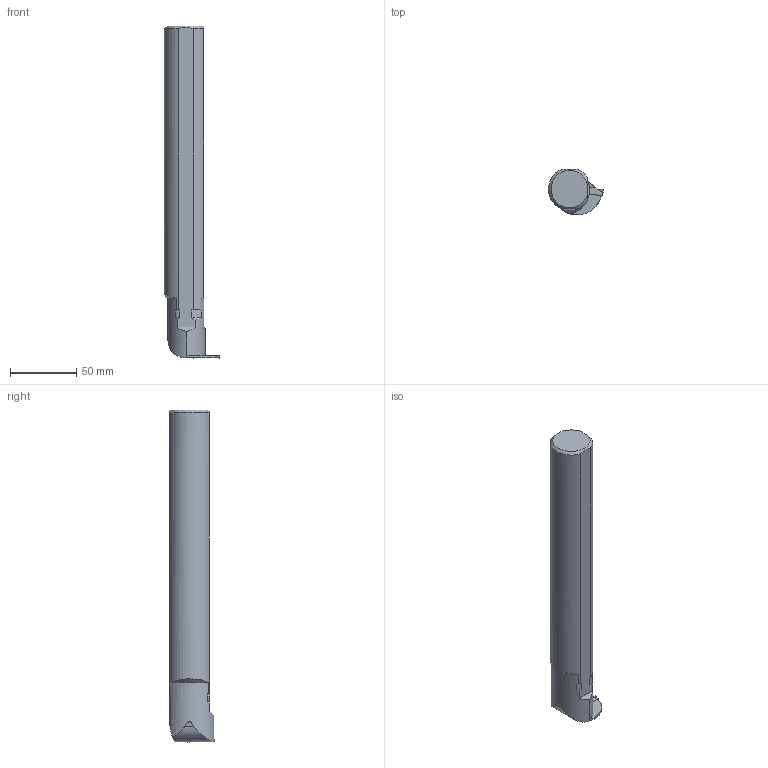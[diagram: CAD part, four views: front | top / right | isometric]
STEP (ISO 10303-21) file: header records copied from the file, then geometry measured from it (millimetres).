
FILE_DESCRIPTION(/* description */ (''),/* implementation_level */ '2;1');
FILE_NAME(/* name */ '1553683094046.stp',/* time_stamp */ '2019-03-27T16:08:43+06:00',/* author */ (''),/* organization */ ('SMS'),/* preprocessor_version */ 'ST-DEVELOPER v15',/* originating_system */ 'SIEMENS PLM Software NX 8.5',/* authorisation */ '');
FILE_SCHEMA (('AUTOMOTIVE_DESIGN { 1 0 10303 214 3 1 1 1 }'));
Length unit declared in the file: millimetre
Products named in the file (4): ASSEMBLY_CONSTRUCTION; 201539460mod000_00; 201703334mod000_00; 201703333mod000_00
Assembly tree (3 placements, depth 2):
  201703333mod000_00
    201703334mod000_00
    201539460mod000_00
    ASSEMBLY_CONSTRUCTION
Bounding box: 41.5 x 33.99 x 250 mm (x, y, z)
Volume: 186531.5 mm3; surface area: 26439.7 mm2
Topology: 2 solids, 2 shells, 76 faces, 217 edges, 151 vertices
Faces by surface type: plane 43, cylinder 17, cone 10, extrusion 6
Entity records: 2874 total; most frequent: CARTESIAN_POINT 748, ORIENTED_EDGE 432, DIRECTION 394, EDGE_CURVE 216, VERTEX_POINT 144, VECTOR 134, AXIS2_PLACEMENT_3D 130, LINE 128
